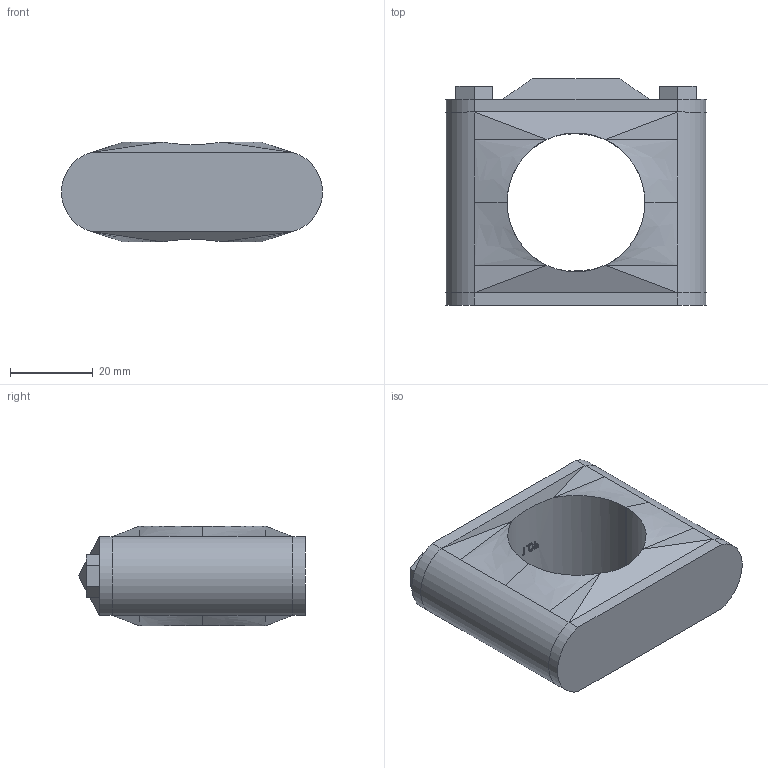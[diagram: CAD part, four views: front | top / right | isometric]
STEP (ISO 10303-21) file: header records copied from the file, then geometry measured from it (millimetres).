
FILE_DESCRIPTION (( 'STEP AP214' ), '1' );
FILE_NAME ('CSDW1.0PXXXSA 0415201922.STEP', '2019-04-15T15:57:09', ( '' ), ( '' ), 'SwSTEP 2.0', 'SolidWorks 2013', '' );
FILE_SCHEMA (( 'AUTOMOTIVE_DESIGN' ));
Length unit declared in the file: millimetre
Products named in the file (1): CSDW1.0PXXXSA 0415201922
Bounding box: 63.17 x 54.97 x 24.13 mm (x, y, z)
Surface area: 14549.9 mm2 (no closed solid volume)
Topology: 0 solids, 3 shells, 132 faces, 678 edges, 560 vertices
Faces by surface type: plane 64, bspline 48, cylinder 20
Entity records: 13705 total; most frequent: CARTESIAN_POINT 9071, ORIENTED_EDGE 996, EDGE_CURVE 678, DIRECTION 589, VERTEX_POINT 560, LINE 315, VECTOR 315, B_SPLINE_CURVE_WITH_KNOTS 307
